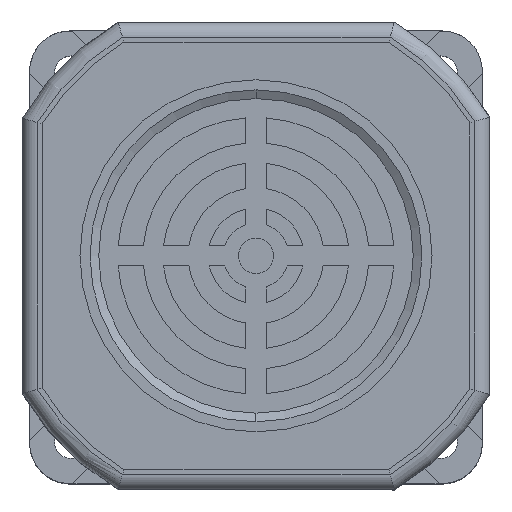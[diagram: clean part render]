
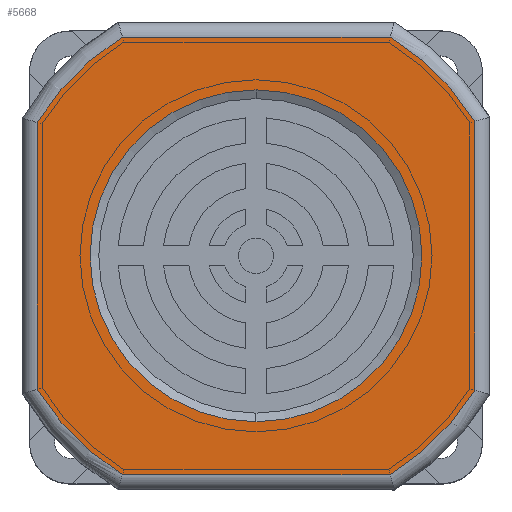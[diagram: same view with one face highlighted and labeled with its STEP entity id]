
A CAD part, top view. The second image highlights one B-rep face of the part: STEP entity #5668.
In plain terms, the highlighted face is planar.
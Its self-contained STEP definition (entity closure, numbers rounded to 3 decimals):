
#157 = ORIENTED_EDGE ( 'NONE', *, *, #17851, .T. ) ;
#199 = ORIENTED_EDGE ( 'NONE', *, *, #1382, .F. ) ;
#232 = VECTOR ( 'NONE', #6400, 1000. ) ;
#243 = CARTESIAN_POINT ( 'NONE',  ( 0., 0., 0. ) ) ;
#312 = EDGE_CURVE ( 'NONE', #8078, #8164, #17818, .T. ) ;
#472 = ORIENTED_EDGE ( 'NONE', *, *, #11077, .F. ) ;
#763 = LINE ( 'NONE', #16336, #232 ) ;
#853 = CARTESIAN_POINT ( 'NONE',  ( -26.572, 0., -43.5 ) ) ;
#1044 = EDGE_CURVE ( 'NONE', #8164, #8711, #14609, .T. ) ;
#1382 = EDGE_CURVE ( 'NONE', #10898, #10771, #6430, .T. ) ;
#1936 = DIRECTION ( 'NONE',  ( 0., -1., 0. ) ) ;
#1947 = DIRECTION ( 'NONE',  ( 0., 0., -1. ) ) ;
#2431 = CARTESIAN_POINT ( 'NONE',  ( 43.5, 0., 0. ) ) ;
#2499 = AXIS2_PLACEMENT_3D ( 'NONE', #11178, #1936, #12566 ) ;
#3480 = AXIS2_PLACEMENT_3D ( 'NONE', #15011, #6574, #16489 ) ;
#3837 = CIRCLE ( 'NONE', #3480, 51. ) ;
#4338 = AXIS2_PLACEMENT_3D ( 'NONE', #14237, #5681, #15689 ) ;
#4489 = CARTESIAN_POINT ( 'NONE',  ( 26.673, 0., 43.5 ) ) ;
#5115 = VECTOR ( 'NONE', #8002, 1000. ) ;
#5668 = ADVANCED_FACE ( 'NONE', ( #18646, #7843 ), #11690, .F. ) ;
#5681 = DIRECTION ( 'NONE',  ( 0., -1., 0. ) ) ;
#6125 = CARTESIAN_POINT ( 'NONE',  ( 0., 0., -33. ) ) ;
#6400 = DIRECTION ( 'NONE',  ( 0., 0., -1. ) ) ;
#6430 = CIRCLE ( 'NONE', #15562, 33. ) ;
#6574 = DIRECTION ( 'NONE',  ( 0., -1., 0. ) ) ;
#7152 = VECTOR ( 'NONE', #12028, 1000. ) ;
#7392 = CARTESIAN_POINT ( 'NONE',  ( 26.673, 0., -43.5 ) ) ;
#7502 = VERTEX_POINT ( 'NONE', #9893 ) ;
#7522 = VERTEX_POINT ( 'NONE', #9457 ) ;
#7627 = CIRCLE ( 'NONE', #4338, 51. ) ;
#7771 = VERTEX_POINT ( 'NONE', #853 ) ;
#7821 = EDGE_LOOP ( 'NONE', ( #18460, #18517, #18667, #18733, #18777, #19071, #19106, #157 ) ) ;
#7839 = EDGE_LOOP ( 'NONE', ( #199, #472 ) ) ;
#7843 = FACE_BOUND ( 'NONE', #7839, .T. ) ;
#7957 = VERTEX_POINT ( 'NONE', #7392 ) ;
#8002 = DIRECTION ( 'NONE',  ( 1., 0., 0. ) ) ;
#8005 = VERTEX_POINT ( 'NONE', #17628 ) ;
#8036 = AXIS2_PLACEMENT_3D ( 'NONE', #243, #11189, #1947 ) ;
#8078 = VERTEX_POINT ( 'NONE', #17461 ) ;
#8164 = VERTEX_POINT ( 'NONE', #4489 ) ;
#8711 = VERTEX_POINT ( 'NONE', #13987 ) ;
#9018 = DIRECTION ( 'NONE',  ( 0., 0., -1. ) ) ;
#9037 = DIRECTION ( 'NONE',  ( 0., -1., 0. ) ) ;
#9052 = CARTESIAN_POINT ( 'NONE',  ( 0., 0., 0. ) ) ;
#9457 = CARTESIAN_POINT ( 'NONE',  ( -43.5, 0., 26.54 ) ) ;
#9893 = CARTESIAN_POINT ( 'NONE',  ( -43.5, 0., -26.54 ) ) ;
#10771 = VERTEX_POINT ( 'NONE', #16993 ) ;
#10898 = VERTEX_POINT ( 'NONE', #6125 ) ;
#11077 = EDGE_CURVE ( 'NONE', #10771, #10898, #19083, .T. ) ;
#11178 = CARTESIAN_POINT ( 'NONE',  ( 0.05, 0., 0. ) ) ;
#11189 = DIRECTION ( 'NONE',  ( 0., -1., 0. ) ) ;
#11382 = AXIS2_PLACEMENT_3D ( 'NONE', #11776, #11631, #11626 ) ;
#11626 = DIRECTION ( 'NONE',  ( 0., 0., 1. ) ) ;
#11631 = DIRECTION ( 'NONE',  ( 0., 1., 0. ) ) ;
#11690 = PLANE ( 'NONE',  #11382 ) ;
#11776 = CARTESIAN_POINT ( 'NONE',  ( 0.05, 0., 0. ) ) ;
#12016 = CARTESIAN_POINT ( 'NONE',  ( 0.05, 0., 43.5 ) ) ;
#12028 = DIRECTION ( 'NONE',  ( -1., 0., 0. ) ) ;
#12566 = DIRECTION ( 'NONE',  ( 0., 0., 1. ) ) ;
#12840 = LINE ( 'NONE', #2431, #16109 ) ;
#12890 = LINE ( 'NONE', #16413, #5115 ) ;
#12956 = DIRECTION ( 'NONE',  ( 0., 0., 1. ) ) ;
#13987 = CARTESIAN_POINT ( 'NONE',  ( -26.572, 0., 43.5 ) ) ;
#14237 = CARTESIAN_POINT ( 'NONE',  ( 0.05, 0., 0. ) ) ;
#14609 = LINE ( 'NONE', #12016, #7152 ) ;
#15011 = CARTESIAN_POINT ( 'NONE',  ( 0.05, 0., 0. ) ) ;
#15562 = AXIS2_PLACEMENT_3D ( 'NONE', #9052, #9037, #9018 ) ;
#15689 = DIRECTION ( 'NONE',  ( 0., 0., 1. ) ) ;
#15692 = EDGE_CURVE ( 'NONE', #7522, #7502, #763, .T. ) ;
#16061 = EDGE_CURVE ( 'NONE', #7957, #8005, #7627, .T. ) ;
#16109 = VECTOR ( 'NONE', #12956, 1000. ) ;
#16336 = CARTESIAN_POINT ( 'NONE',  ( -43.5, 0., 0. ) ) ;
#16376 = AXIS2_PLACEMENT_3D ( 'NONE', #18344, #18335, #18327 ) ;
#16413 = CARTESIAN_POINT ( 'NONE',  ( 0.05, 0., -43.5 ) ) ;
#16489 = DIRECTION ( 'NONE',  ( 0., 0., 1. ) ) ;
#16878 = EDGE_CURVE ( 'NONE', #7502, #7771, #3837, .T. ) ;
#16993 = CARTESIAN_POINT ( 'NONE',  ( 0., 0., 33. ) ) ;
#17044 = CIRCLE ( 'NONE', #2499, 51. ) ;
#17308 = EDGE_CURVE ( 'NONE', #7771, #7957, #12890, .T. ) ;
#17461 = CARTESIAN_POINT ( 'NONE',  ( 43.5, 0., 26.705 ) ) ;
#17628 = CARTESIAN_POINT ( 'NONE',  ( 43.5, 0., -26.705 ) ) ;
#17818 = CIRCLE ( 'NONE', #16376, 51. ) ;
#17851 = EDGE_CURVE ( 'NONE', #8711, #7522, #17044, .T. ) ;
#18327 = DIRECTION ( 'NONE',  ( 0., 0., 1. ) ) ;
#18335 = DIRECTION ( 'NONE',  ( 0., -1., 0. ) ) ;
#18344 = CARTESIAN_POINT ( 'NONE',  ( 0.05, 0., 0. ) ) ;
#18460 = ORIENTED_EDGE ( 'NONE', *, *, #15692, .T. ) ;
#18517 = ORIENTED_EDGE ( 'NONE', *, *, #16878, .T. ) ;
#18646 = FACE_OUTER_BOUND ( 'NONE', #7821, .T. ) ;
#18667 = ORIENTED_EDGE ( 'NONE', *, *, #17308, .T. ) ;
#18733 = ORIENTED_EDGE ( 'NONE', *, *, #16061, .T. ) ;
#18777 = ORIENTED_EDGE ( 'NONE', *, *, #19170, .T. ) ;
#19071 = ORIENTED_EDGE ( 'NONE', *, *, #312, .T. ) ;
#19083 = CIRCLE ( 'NONE', #8036, 33. ) ;
#19106 = ORIENTED_EDGE ( 'NONE', *, *, #1044, .T. ) ;
#19170 = EDGE_CURVE ( 'NONE', #8005, #8078, #12840, .T. ) ;
